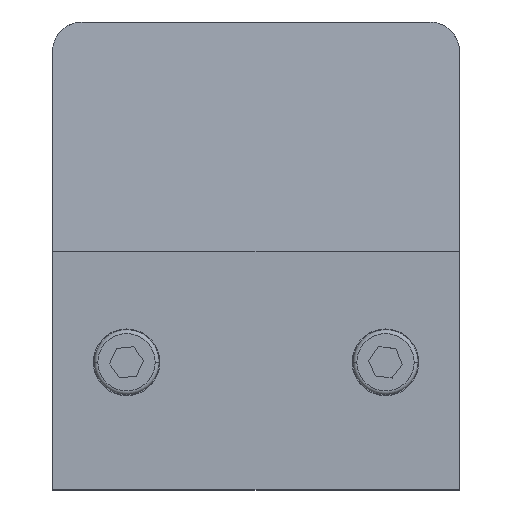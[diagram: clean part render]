
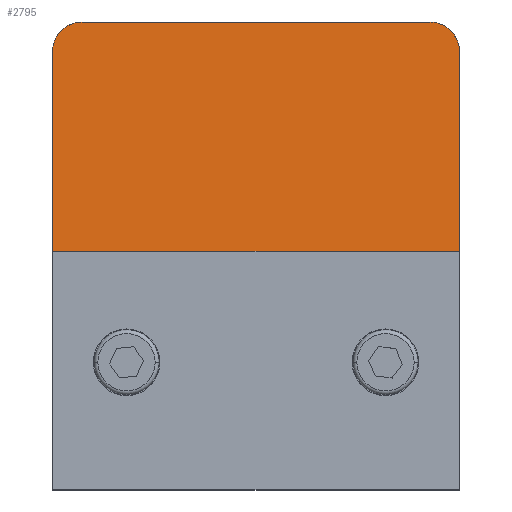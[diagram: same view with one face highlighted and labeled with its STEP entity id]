
A CAD part, top view. The second image highlights one B-rep face of the part: STEP entity #2795.
In plain terms, the highlighted planar face has unit normal (0, 0.064, 0.998).
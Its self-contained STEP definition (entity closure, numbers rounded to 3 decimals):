
#282 = CARTESIAN_POINT ( 'NONE',  ( 27.5, 33.5, 21.758 ) ) ;
#321 = VERTEX_POINT ( 'NONE', #282 ) ;
#396 = EDGE_CURVE ( 'NONE', #1507, #2664, #1010, .T. ) ;
#462 = VERTEX_POINT ( 'NONE', #2697 ) ;
#481 = VECTOR ( 'NONE', #1639, 1000. ) ;
#540 = VECTOR ( 'NONE', #2166, 1000. ) ;
#606 = CARTESIAN_POINT ( 'NONE',  ( -27.5, 37.5, 21.5 ) ) ;
#660 = PLANE ( 'NONE',  #2501 ) ;
#674 = CARTESIAN_POINT ( 'NONE',  ( 27.5, 37.5, 21.5 ) ) ;
#914 = CARTESIAN_POINT ( 'NONE',  ( 25.843, 37.5, 21.5 ) ) ;
#934 = CARTESIAN_POINT ( 'NONE',  ( -27.5, 33.5, 21.758 ) ) ;
#989 = CARTESIAN_POINT ( 'NONE',  ( 27.5, 37.5, 21.5 ) ) ;
#1010 = LINE ( 'NONE', #2053, #3252 ) ;
#1091 = DIRECTION ( 'NONE',  ( -1., 0., 0. ) ) ;
#1102 = ORIENTED_EDGE ( 'NONE', *, *, #396, .T. ) ;
#1162 = ORIENTED_EDGE ( 'NONE', *, *, #2015, .T. ) ;
#1294 = VERTEX_POINT ( 'NONE', #2423 ) ;
#1376 = EDGE_CURVE ( 'NONE', #1294, #462, #1904, .T. ) ;
#1405 = CARTESIAN_POINT ( 'NONE',  ( 27.5, 33.5, 21.758 ) ) ;
#1410 = ORIENTED_EDGE ( 'NONE', *, *, #3184, .T. ) ;
#1449 = DIRECTION ( 'NONE',  ( 0., 0.998, -0.064 ) ) ;
#1466 = CARTESIAN_POINT ( 'NONE',  ( -23.5, 37.5, 21.5 ) ) ;
#1495 = CARTESIAN_POINT ( 'NONE',  ( 27.5, 6.5, 23.5 ) ) ;
#1507 = VERTEX_POINT ( 'NONE', #3023 ) ;
#1512 =( BOUNDED_CURVE ( )  B_SPLINE_CURVE ( 3, ( #1405, #2458, #914, #3009 ),
 .UNSPECIFIED., .F., .T. ) 
 B_SPLINE_CURVE_WITH_KNOTS ( ( 4, 4 ),
 ( 4.712, 6.283 ),
 .UNSPECIFIED. ) 
 CURVE ( )  GEOMETRIC_REPRESENTATION_ITEM ( )  RATIONAL_B_SPLINE_CURVE ( ( 1., 0.805, 0.805, 1. ) ) 
 REPRESENTATION_ITEM ( '' )  );
#1546 = DIRECTION ( 'NONE',  ( 0., -0.998, 0.064 ) ) ;
#1576 = ORIENTED_EDGE ( 'NONE', *, *, #2514, .F. ) ;
#1639 = DIRECTION ( 'NONE',  ( 0., -0.998, 0.064 ) ) ;
#1714 = CARTESIAN_POINT ( 'NONE',  ( -25.843, 37.5, 21.5 ) ) ;
#1719 = DIRECTION ( 'NONE',  ( 0., -0.064, -0.998 ) ) ;
#1839 = VERTEX_POINT ( 'NONE', #1495 ) ;
#1904 = LINE ( 'NONE', #606, #481 ) ;
#2015 = EDGE_CURVE ( 'NONE', #321, #1507, #1512, .T. ) ;
#2053 = CARTESIAN_POINT ( 'NONE',  ( 27.5, 37.5, 21.5 ) ) ;
#2166 = DIRECTION ( 'NONE',  ( -1., 0., 0. ) ) ;
#2202 = CARTESIAN_POINT ( 'NONE',  ( -27.5, 35.843, 21.607 ) ) ;
#2237 =( BOUNDED_CURVE ( )  B_SPLINE_CURVE ( 3, ( #1466, #1714, #2202, #934 ),
 .UNSPECIFIED., .F., .T. ) 
 B_SPLINE_CURVE_WITH_KNOTS ( ( 4, 4 ),
 ( 3.142, 4.712 ),
 .UNSPECIFIED. ) 
 CURVE ( )  GEOMETRIC_REPRESENTATION_ITEM ( )  RATIONAL_B_SPLINE_CURVE ( ( 1., 0.805, 0.805, 1. ) ) 
 REPRESENTATION_ITEM ( '' )  );
#2422 = LINE ( 'NONE', #2708, #540 ) ;
#2423 = CARTESIAN_POINT ( 'NONE',  ( -27.5, 33.5, 21.758 ) ) ;
#2446 = VECTOR ( 'NONE', #1546, 1000. ) ;
#2458 = CARTESIAN_POINT ( 'NONE',  ( 27.5, 35.843, 21.607 ) ) ;
#2501 = AXIS2_PLACEMENT_3D ( 'NONE', #674, #1719, #1449 ) ;
#2514 = EDGE_CURVE ( 'NONE', #1839, #462, #2422, .T. ) ;
#2650 = ORIENTED_EDGE ( 'NONE', *, *, #2799, .F. ) ;
#2664 = VERTEX_POINT ( 'NONE', #2904 ) ;
#2684 = ORIENTED_EDGE ( 'NONE', *, *, #1376, .T. ) ;
#2697 = CARTESIAN_POINT ( 'NONE',  ( -27.5, 6.5, 23.5 ) ) ;
#2708 = CARTESIAN_POINT ( 'NONE',  ( 27.5, 6.5, 23.5 ) ) ;
#2767 = FACE_OUTER_BOUND ( 'NONE', #2914, .T. ) ;
#2795 = ADVANCED_FACE ( 'NONE', ( #2767 ), #660, .F. ) ;
#2799 = EDGE_CURVE ( 'NONE', #321, #1839, #3376, .T. ) ;
#2904 = CARTESIAN_POINT ( 'NONE',  ( -23.5, 37.5, 21.5 ) ) ;
#2914 = EDGE_LOOP ( 'NONE', ( #1102, #1410, #2684, #1576, #2650, #1162 ) ) ;
#3009 = CARTESIAN_POINT ( 'NONE',  ( 23.5, 37.5, 21.5 ) ) ;
#3023 = CARTESIAN_POINT ( 'NONE',  ( 23.5, 37.5, 21.5 ) ) ;
#3184 = EDGE_CURVE ( 'NONE', #2664, #1294, #2237, .T. ) ;
#3252 = VECTOR ( 'NONE', #1091, 1000. ) ;
#3376 = LINE ( 'NONE', #989, #2446 ) ;
